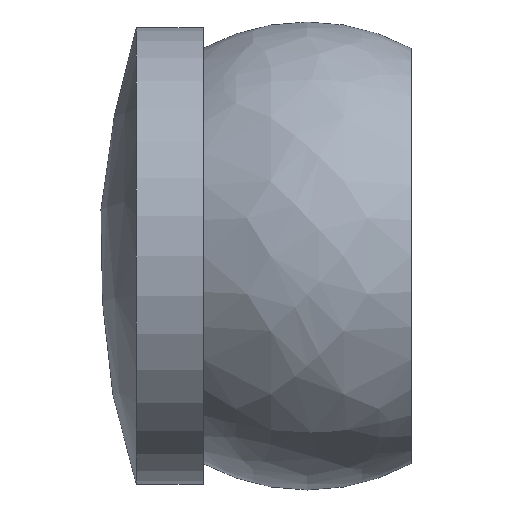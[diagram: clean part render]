
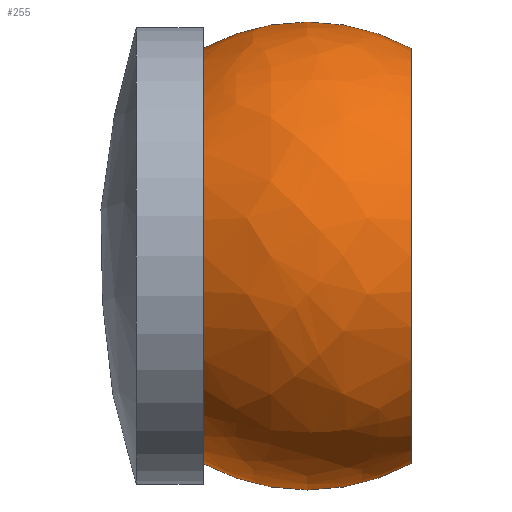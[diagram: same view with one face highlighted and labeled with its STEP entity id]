
A CAD part, left-side view. The second image highlights one B-rep face of the part: STEP entity #255.
In plain terms, the highlighted free-form (B-spline) face has degree [3, 3] with [4, 4] control points.
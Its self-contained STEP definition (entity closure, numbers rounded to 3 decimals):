
#4 = AXIS2_PLACEMENT_3D ( 'NONE', #26, #258, #376 ) ;
#20 = CARTESIAN_POINT ( 'NONE',  ( -11.726, -1.594, -5.863 ) ) ;
#26 = CARTESIAN_POINT ( 'NONE',  ( 0., -2.5, 0.383 ) ) ;
#48 = CARTESIAN_POINT ( 'NONE',  ( 0., 0., 0. ) ) ;
#50 = CARTESIAN_POINT ( 'NONE',  ( -10., -5., -5. ) ) ;
#52 = DIRECTION ( 'NONE',  ( 0., 0., -1. ) ) ;
#64 = CARTESIAN_POINT ( 'NONE',  ( -10., 0., -5. ) ) ;
#74 = CARTESIAN_POINT ( 'NONE',  ( -11.726, -3.406, -5.863 ) ) ;
#103 = CARTESIAN_POINT ( 'NONE',  ( -11.726, -3.406, 5.863 ) ) ;
#113 = EDGE_CURVE ( 'NONE', #212, #302, #308, .T. ) ;
#117 = CARTESIAN_POINT ( 'NONE',  ( 0., -5., -5. ) ) ;
#135 = CARTESIAN_POINT ( 'NONE',  ( 0., -5., 5. ) ) ;
#139 = CIRCLE ( 'NONE', #359, 5.25 ) ;
#142 = EDGE_LOOP ( 'NONE', ( #214, #300, #213, #265 ) ) ;
#153 = DIRECTION ( 'NONE',  ( 0., 1., 0. ) ) ;
#161 = CARTESIAN_POINT ( 'NONE',  ( -11.726, -1.594, 5.863 ) ) ;
#168 = CARTESIAN_POINT ( 'NONE',  ( -10., -5., 5. ) ) ;
#174 = DIRECTION ( 'NONE',  ( 0., 0., 1. ) ) ;
#176 = CARTESIAN_POINT ( 'NONE',  ( 0., 0., 5. ) ) ;
#189 = CIRCLE ( 'NONE', #273, 5. ) ;
#194 = EDGE_CURVE ( 'NONE', #302, #208, #139, .T. ) ;
#195 = CARTESIAN_POINT ( 'NONE',  ( 0., -1.594, 5.863 ) ) ;
#199 = CARTESIAN_POINT ( 'NONE',  ( 0., -2.5, -0.383 ) ) ;
#208 = VERTEX_POINT ( 'NONE', #117 ) ;
#212 = VERTEX_POINT ( 'NONE', #176 ) ;
#213 = ORIENTED_EDGE ( 'NONE', *, *, #245, .T. ) ;
#214 = ORIENTED_EDGE ( 'NONE', *, *, #113, .T. ) ;
#225 = CARTESIAN_POINT ( 'NONE',  ( 0., 0., 5. ) ) ;
#232 = CARTESIAN_POINT ( 'NONE',  ( 0., 0., -5. ) ) ;
#233 = CARTESIAN_POINT ( 'NONE',  ( 0., -5., 0. ) ) ;
#245 = EDGE_CURVE ( 'NONE', #208, #350, #189, .T. ) ;
#255 = ADVANCED_FACE ( 'NONE', ( #292 ), #337, .T. ) ;
#258 = DIRECTION ( 'NONE',  ( 1., 0., 0. ) ) ;
#260 = CARTESIAN_POINT ( 'NONE',  ( 0., -5., 5. ) ) ;
#265 = ORIENTED_EDGE ( 'NONE', *, *, #317, .F. ) ;
#273 = AXIS2_PLACEMENT_3D ( 'NONE', #233, #153, #174 ) ;
#292 = FACE_OUTER_BOUND ( 'NONE', #142, .T. ) ;
#300 = ORIENTED_EDGE ( 'NONE', *, *, #194, .T. ) ;
#302 = VERTEX_POINT ( 'NONE', #371 ) ;
#308 = CIRCLE ( 'NONE', #315, 5. ) ;
#311 = CARTESIAN_POINT ( 'NONE',  ( 0., -5., -5. ) ) ;
#312 = CARTESIAN_POINT ( 'NONE',  ( 0., -3.406, -5.863 ) ) ;
#315 = AXIS2_PLACEMENT_3D ( 'NONE', #48, #366, #338 ) ;
#317 = EDGE_CURVE ( 'NONE', #212, #350, #341, .T. ) ;
#318 = DIRECTION ( 'NONE',  ( -1., 0., 0. ) ) ;
#328 = CARTESIAN_POINT ( 'NONE',  ( -10., 0., 5. ) ) ;
#337 =( BOUNDED_SURFACE ( )  B_SPLINE_SURFACE ( 3, 3, ( 
 ( #232, #64, #328, #225 ),
 ( #377, #20, #161, #195 ),
 ( #312, #74, #103, #367 ),
 ( #311, #50, #168, #135 ) ),
 .UNSPECIFIED., .F., .F., .T. ) 
 B_SPLINE_SURFACE_WITH_KNOTS ( ( 4, 4 ),
 ( 4, 4 ),
 ( 0., 1. ),
 ( 0., 1. ),
 .UNSPECIFIED. ) 
 GEOMETRIC_REPRESENTATION_ITEM ( )  RATIONAL_B_SPLINE_SURFACE ( (
 ( 1., 0.333, 0.333, 1.),
 ( 0.92, 0.307, 0.307, 0.92),
 ( 0.92, 0.307, 0.307, 0.92),
 ( 1., 0.333, 0.333, 1.) ) ) 
 REPRESENTATION_ITEM ( '' )  SURFACE ( )  );
#338 = DIRECTION ( 'NONE',  ( 0., 0., 1. ) ) ;
#341 = CIRCLE ( 'NONE', #4, 5.25 ) ;
#350 = VERTEX_POINT ( 'NONE', #260 ) ;
#359 = AXIS2_PLACEMENT_3D ( 'NONE', #199, #318, #52 ) ;
#366 = DIRECTION ( 'NONE',  ( 0., -1., 0. ) ) ;
#367 = CARTESIAN_POINT ( 'NONE',  ( 0., -3.406, 5.863 ) ) ;
#371 = CARTESIAN_POINT ( 'NONE',  ( 0., 0., -5. ) ) ;
#376 = DIRECTION ( 'NONE',  ( 0., 0., 1. ) ) ;
#377 = CARTESIAN_POINT ( 'NONE',  ( 0., -1.594, -5.863 ) ) ;
